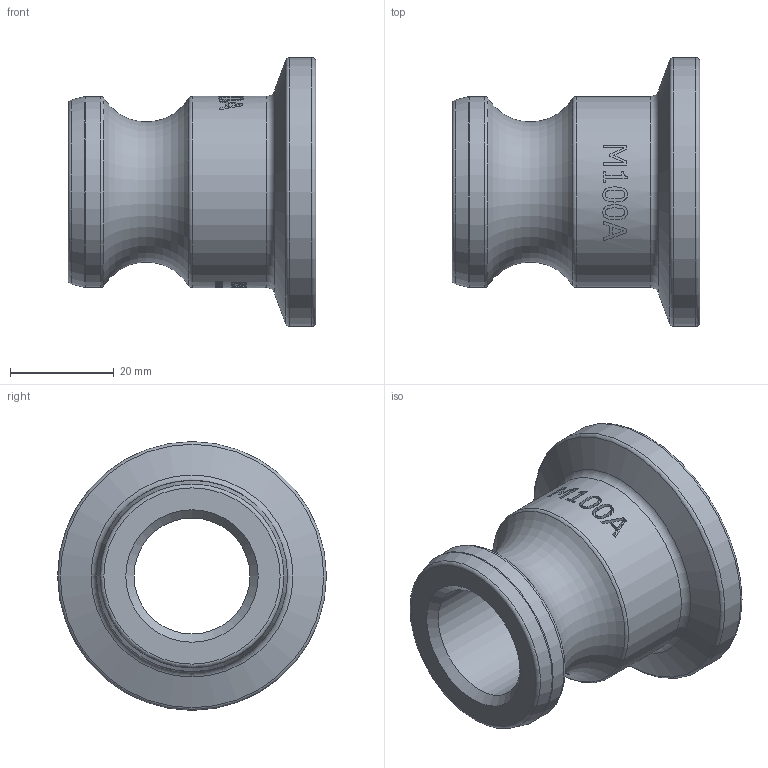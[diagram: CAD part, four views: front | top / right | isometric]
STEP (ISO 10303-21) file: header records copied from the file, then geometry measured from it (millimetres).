
FILE_DESCRIPTION((''),'2;1');
FILE_NAME('M100A.stp','2012-11-14T10:12:01',('areid'),(''),'Autodesk Inventor 2012','Autodesk Inventor 2012','');
FILE_SCHEMA(('AUTOMOTIVE_DESIGN { 1 0 10303 214 1 1 1 1 }'));
Length unit declared in the file: inch
Products named in the file (1): M100A
Bounding box: 47.75 x 51.82 x 51.82 mm (x, y, z)
Volume: 31858.3 mm3; surface area: 12329.2 mm2
Topology: 1 solids, 1 shells, 295 faces, 776 edges, 513 vertices
Faces by surface type: plane 160, bspline 90, cylinder 34, torus 8, cone 3
Full cylindrical faces by diameter (mm): 22.352 x1, 35.052 x1, 36.855 x2, 51.816 x1
Entity records: 10676 total; most frequent: CARTESIAN_POINT 3802, ORIENTED_EDGE 1520, DIRECTION 1227, EDGE_CURVE 760, VERTEX_POINT 513, AXIS2_PLACEMENT_3D 441, VECTOR 345, LINE 345
